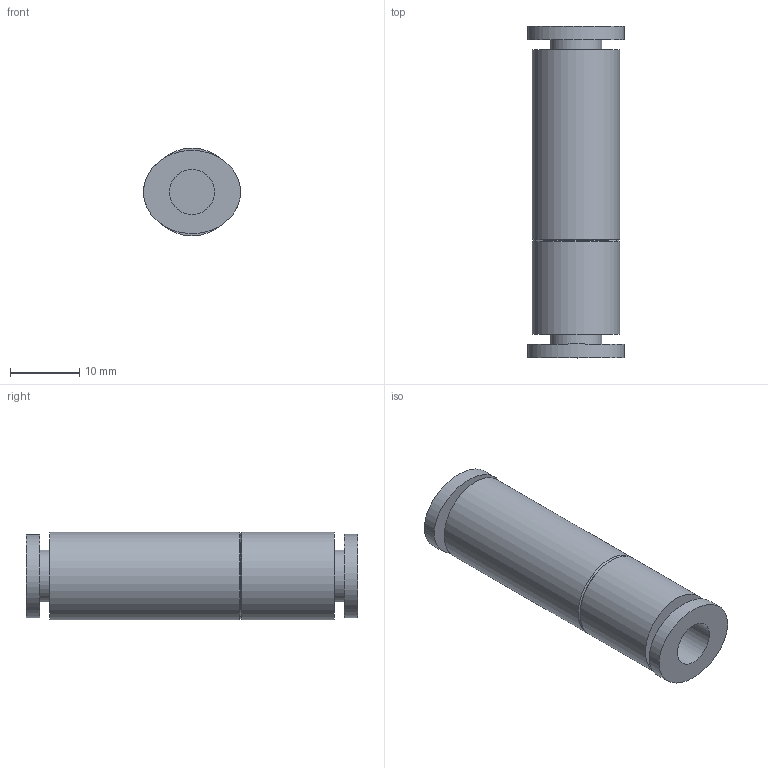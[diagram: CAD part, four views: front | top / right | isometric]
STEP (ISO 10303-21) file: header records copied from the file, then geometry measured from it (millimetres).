
FILE_DESCRIPTION(/* description */ ('Unknown'),/* implementation_level */ '2;1');
FILE_NAME(/* name */ 'CP3.1;4',/* time_stamp */ '2018-10-29T09:43:37-04:00',/* author */ ('Unknown'),/* organization */ ('Unknown'),/* preprocessor_version */ 'ST-DEVELOPER v16.7',/* originating_system */ 'DEX',/* authorisation */ $);
FILE_SCHEMA (('AUTOMOTIVE_DESIGN {1 0 10303 214 3 1 1}'));
Length unit declared in the file: millimetre
Products named in the file (1): CP3.1;4
Bounding box: 14 x 47.9 x 12.7 mm (x, y, z)
Volume: 4727.6 mm3; surface area: 3174.3 mm2
Topology: 1 solids, 1 shells, 18 faces, 29 edges, 19 vertices
Faces by surface type: plane 8, cylinder 6, cone 2, bspline 2
Full cylindrical faces by diameter (mm): 6.5 x2, 7.5 x2, 12.7 x2
Entity records: 420 total; most frequent: CARTESIAN_POINT 95, DIRECTION 68, ORIENTED_EDGE 34, EDGE_LOOP 34, FACE_BOUND 34, AXIS2_PLACEMENT_3D 34, ADVANCED_FACE 18, EDGE_CURVE 17
